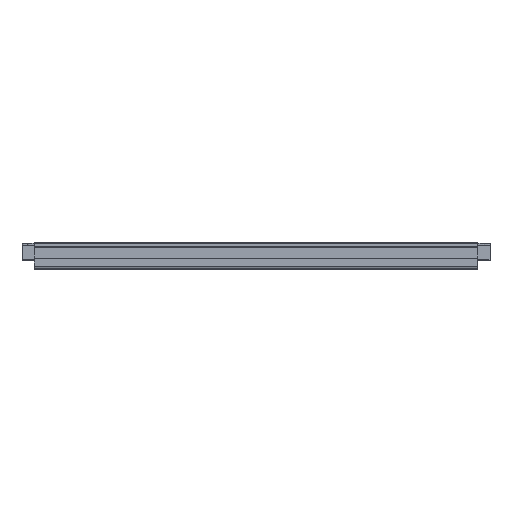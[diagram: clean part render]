
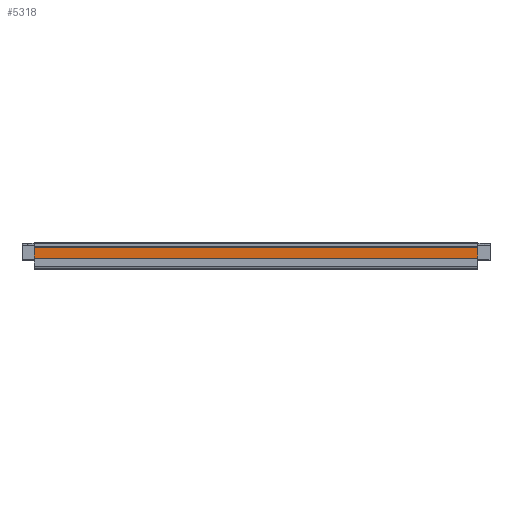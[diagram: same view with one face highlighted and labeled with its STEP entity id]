
A CAD part, left-side view. The second image highlights one B-rep face of the part: STEP entity #5318.
In plain terms, the highlighted planar face has unit normal (-1, 0, 0).
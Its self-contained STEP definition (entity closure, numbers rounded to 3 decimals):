
#1083 = PLANE('',#1084);
#1084 = AXIS2_PLACEMENT_3D('',#1085,#1086,#1087);
#1085 = CARTESIAN_POINT('',(115.289,342.164,
    -1.62));
#1086 = DIRECTION('',(0.,-1.,0.));
#1087 = DIRECTION('',(-1.,0.,0.));
#1139 = PLANE('',#1140);
#1140 = AXIS2_PLACEMENT_3D('',#1141,#1142,#1143);
#1141 = CARTESIAN_POINT('',(73.214,38.754,
    -18.355));
#1142 = DIRECTION('',(0.,1.,0.));
#1143 = DIRECTION('',(1.,0.,0.));
#3429 = VERTEX_POINT('',#3430);
#3430 = CARTESIAN_POINT('',(97.16,38.754,-1.65));
#3449 = CYLINDRICAL_SURFACE('',#3450,0.3);
#3450 = AXIS2_PLACEMENT_3D('',#3451,#3452,#3453);
#3451 = CARTESIAN_POINT('',(96.86,0.,-1.65));
#3452 = DIRECTION('',(0.,-1.,0.));
#3453 = DIRECTION('',(-1.,0.,0.));
#3461 = EDGE_CURVE('',#3462,#3429,#3464,.T.);
#3462 = VERTEX_POINT('',#3463);
#3463 = CARTESIAN_POINT('',(97.16,38.754,-8.85));
#3464 = SURFACE_CURVE('',#3465,(#3469,#3476),.PCURVE_S1.);
#3465 = LINE('',#3466,#3467);
#3466 = CARTESIAN_POINT('',(97.16,38.754,0.));
#3467 = VECTOR('',#3468,1.);
#3468 = DIRECTION('',(0.,0.,1.));
#3469 = PCURVE('',#1139,#3470);
#3470 = DEFINITIONAL_REPRESENTATION('',(#3471),#3475);
#3471 = LINE('',#3472,#3473);
#3472 = CARTESIAN_POINT('',(23.946,-18.355));
#3473 = VECTOR('',#3474,1.);
#3474 = DIRECTION('',(0.,-1.));
#3475 = ( GEOMETRIC_REPRESENTATION_CONTEXT(2) 
PARAMETRIC_REPRESENTATION_CONTEXT() REPRESENTATION_CONTEXT('2D SPACE',''
  ) );
#3476 = PCURVE('',#3477,#3482);
#3477 = PLANE('',#3478);
#3478 = AXIS2_PLACEMENT_3D('',#3479,#3480,#3481);
#3479 = CARTESIAN_POINT('',(97.16,-1.725,-8.38));
#3480 = DIRECTION('',(1.,0.,0.));
#3481 = DIRECTION('',(0.,0.,1.));
#3482 = DEFINITIONAL_REPRESENTATION('',(#3483),#3487);
#3483 = LINE('',#3484,#3485);
#3484 = CARTESIAN_POINT('',(8.38,-40.479));
#3485 = VECTOR('',#3486,1.);
#3486 = DIRECTION('',(1.,0.));
#3487 = ( GEOMETRIC_REPRESENTATION_CONTEXT(2) 
PARAMETRIC_REPRESENTATION_CONTEXT() REPRESENTATION_CONTEXT('2D SPACE',''
  ) );
#3506 = CYLINDRICAL_SURFACE('',#3507,0.3);
#3507 = AXIS2_PLACEMENT_3D('',#3508,#3509,#3510);
#3508 = CARTESIAN_POINT('',(96.86,0.,-8.85));
#3509 = DIRECTION('',(0.,1.,0.));
#3510 = DIRECTION('',(1.,0.,0.));
#4388 = VERTEX_POINT('',#4389);
#4389 = CARTESIAN_POINT('',(97.16,342.164,-8.85));
#4415 = EDGE_CURVE('',#4416,#4388,#4418,.T.);
#4416 = VERTEX_POINT('',#4417);
#4417 = CARTESIAN_POINT('',(97.16,342.164,-1.65));
#4418 = SURFACE_CURVE('',#4419,(#4423,#4430),.PCURVE_S1.);
#4419 = LINE('',#4420,#4421);
#4420 = CARTESIAN_POINT('',(97.16,342.164,0.));
#4421 = VECTOR('',#4422,1.);
#4422 = DIRECTION('',(0.,0.,-1.));
#4423 = PCURVE('',#1083,#4424);
#4424 = DEFINITIONAL_REPRESENTATION('',(#4425),#4429);
#4425 = LINE('',#4426,#4427);
#4426 = CARTESIAN_POINT('',(18.129,-1.62));
#4427 = VECTOR('',#4428,1.);
#4428 = DIRECTION('',(0.,1.));
#4429 = ( GEOMETRIC_REPRESENTATION_CONTEXT(2) 
PARAMETRIC_REPRESENTATION_CONTEXT() REPRESENTATION_CONTEXT('2D SPACE',''
  ) );
#4430 = PCURVE('',#3477,#4431);
#4431 = DEFINITIONAL_REPRESENTATION('',(#4432),#4436);
#4432 = LINE('',#4433,#4434);
#4433 = CARTESIAN_POINT('',(8.38,-343.889));
#4434 = VECTOR('',#4435,1.);
#4435 = DIRECTION('',(-1.,0.));
#4436 = ( GEOMETRIC_REPRESENTATION_CONTEXT(2) 
PARAMETRIC_REPRESENTATION_CONTEXT() REPRESENTATION_CONTEXT('2D SPACE',''
  ) );
#5298 = EDGE_CURVE('',#4416,#3429,#5299,.T.);
#5299 = SURFACE_CURVE('',#5300,(#5304,#5311),.PCURVE_S1.);
#5300 = LINE('',#5301,#5302);
#5301 = CARTESIAN_POINT('',(97.16,0.,-1.65));
#5302 = VECTOR('',#5303,1.);
#5303 = DIRECTION('',(0.,-1.,0.));
#5304 = PCURVE('',#3449,#5305);
#5305 = DEFINITIONAL_REPRESENTATION('',(#5306),#5310);
#5306 = LINE('',#5307,#5308);
#5307 = CARTESIAN_POINT('',(3.142,0.));
#5308 = VECTOR('',#5309,1.);
#5309 = DIRECTION('',(0.,1.));
#5310 = ( GEOMETRIC_REPRESENTATION_CONTEXT(2) 
PARAMETRIC_REPRESENTATION_CONTEXT() REPRESENTATION_CONTEXT('2D SPACE',''
  ) );
#5311 = PCURVE('',#3477,#5312);
#5312 = DEFINITIONAL_REPRESENTATION('',(#5313),#5317);
#5313 = LINE('',#5314,#5315);
#5314 = CARTESIAN_POINT('',(6.73,-1.725));
#5315 = VECTOR('',#5316,1.);
#5316 = DIRECTION('',(0.,1.));
#5317 = ( GEOMETRIC_REPRESENTATION_CONTEXT(2) 
PARAMETRIC_REPRESENTATION_CONTEXT() REPRESENTATION_CONTEXT('2D SPACE',''
  ) );
#5318 = ADVANCED_FACE('',(#5319),#3477,.F.);
#5319 = FACE_BOUND('',#5320,.T.);
#5320 = EDGE_LOOP('',(#5321,#5322,#5323,#5344));
#5321 = ORIENTED_EDGE('',*,*,#5298,.F.);
#5322 = ORIENTED_EDGE('',*,*,#4415,.T.);
#5323 = ORIENTED_EDGE('',*,*,#5324,.F.);
#5324 = EDGE_CURVE('',#3462,#4388,#5325,.T.);
#5325 = SURFACE_CURVE('',#5326,(#5330,#5337),.PCURVE_S1.);
#5326 = LINE('',#5327,#5328);
#5327 = CARTESIAN_POINT('',(97.16,0.,-8.85));
#5328 = VECTOR('',#5329,1.);
#5329 = DIRECTION('',(0.,1.,0.));
#5330 = PCURVE('',#3477,#5331);
#5331 = DEFINITIONAL_REPRESENTATION('',(#5332),#5336);
#5332 = LINE('',#5333,#5334);
#5333 = CARTESIAN_POINT('',(-0.47,-1.725));
#5334 = VECTOR('',#5335,1.);
#5335 = DIRECTION('',(0.,-1.));
#5336 = ( GEOMETRIC_REPRESENTATION_CONTEXT(2) 
PARAMETRIC_REPRESENTATION_CONTEXT() REPRESENTATION_CONTEXT('2D SPACE',''
  ) );
#5337 = PCURVE('',#3506,#5338);
#5338 = DEFINITIONAL_REPRESENTATION('',(#5339),#5343);
#5339 = LINE('',#5340,#5341);
#5340 = CARTESIAN_POINT('',(0.,0.));
#5341 = VECTOR('',#5342,1.);
#5342 = DIRECTION('',(0.,1.));
#5343 = ( GEOMETRIC_REPRESENTATION_CONTEXT(2) 
PARAMETRIC_REPRESENTATION_CONTEXT() REPRESENTATION_CONTEXT('2D SPACE',''
  ) );
#5344 = ORIENTED_EDGE('',*,*,#3461,.T.);
